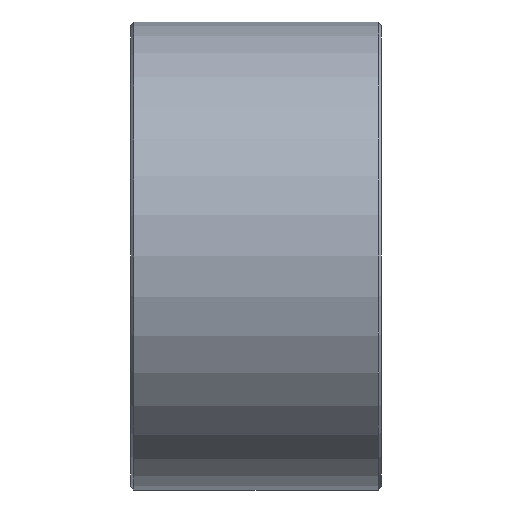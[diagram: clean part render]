
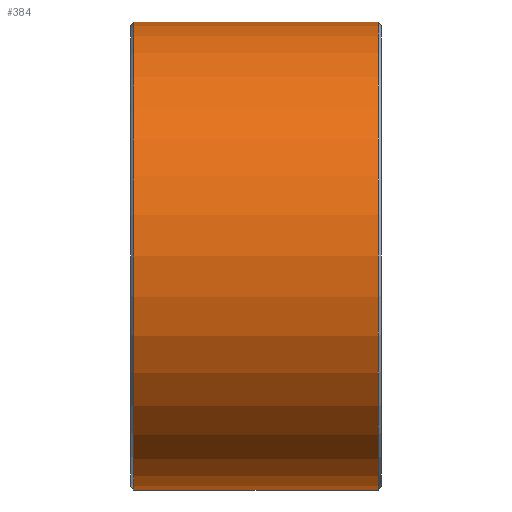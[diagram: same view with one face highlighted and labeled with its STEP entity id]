
A CAD part, left-side view. The second image highlights one B-rep face of the part: STEP entity #384.
In plain terms, the highlighted cylindrical face has radius 7.475 mm (diameter 14.95 mm), a partial arc.
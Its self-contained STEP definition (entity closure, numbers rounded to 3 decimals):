
#5 = VERTEX_POINT ( 'NONE', #341 ) ;
#7 = VECTOR ( 'NONE', #317, 1000. ) ;
#12 = CIRCLE ( 'NONE', #58, 7.475 ) ;
#30 = AXIS2_PLACEMENT_3D ( 'NONE', #286, #107, #254 ) ;
#58 = AXIS2_PLACEMENT_3D ( 'NONE', #288, #91, #432 ) ;
#66 = ORIENTED_EDGE ( 'NONE', *, *, #276, .T. ) ;
#69 = EDGE_CURVE ( 'NONE', #443, #101, #162, .T. ) ;
#91 = DIRECTION ( 'NONE',  ( 0., -1., 0. ) ) ;
#92 = VECTOR ( 'NONE', #403, 1000. ) ;
#95 = ORIENTED_EDGE ( 'NONE', *, *, #119, .T. ) ;
#101 = VERTEX_POINT ( 'NONE', #116 ) ;
#107 = DIRECTION ( 'NONE',  ( 0., 1., 0. ) ) ;
#111 = CARTESIAN_POINT ( 'NONE',  ( 0., 4., 7.475 ) ) ;
#116 = CARTESIAN_POINT ( 'NONE',  ( 0., -3.9, -7.475 ) ) ;
#119 = EDGE_CURVE ( 'NONE', #101, #5, #309, .T. ) ;
#125 = EDGE_LOOP ( 'NONE', ( #416, #66, #295, #95 ) ) ;
#162 = LINE ( 'NONE', #369, #92 ) ;
#200 = CARTESIAN_POINT ( 'NONE',  ( 0., 3.9, -7.475 ) ) ;
#239 = VERTEX_POINT ( 'NONE', #292 ) ;
#254 = DIRECTION ( 'NONE',  ( 0., 0., 1. ) ) ;
#276 = EDGE_CURVE ( 'NONE', #239, #443, #12, .T. ) ;
#278 = FACE_OUTER_BOUND ( 'NONE', #125, .T. ) ;
#286 = CARTESIAN_POINT ( 'NONE',  ( 0., -3.9, 0. ) ) ;
#288 = CARTESIAN_POINT ( 'NONE',  ( 0., 3.9, 0. ) ) ;
#292 = CARTESIAN_POINT ( 'NONE',  ( 0., 3.9, 7.475 ) ) ;
#295 = ORIENTED_EDGE ( 'NONE', *, *, #69, .T. ) ;
#309 = CIRCLE ( 'NONE', #30, 7.475 ) ;
#317 = DIRECTION ( 'NONE',  ( 0., -1., 0. ) ) ;
#341 = CARTESIAN_POINT ( 'NONE',  ( 0., -3.9, 7.475 ) ) ;
#351 = EDGE_CURVE ( 'NONE', #239, #5, #423, .T. ) ;
#355 = CARTESIAN_POINT ( 'NONE',  ( 0., 4., 0. ) ) ;
#359 = DIRECTION ( 'NONE',  ( 0., -1., 0. ) ) ;
#368 = AXIS2_PLACEMENT_3D ( 'NONE', #355, #359, #434 ) ;
#369 = CARTESIAN_POINT ( 'NONE',  ( 0., 4., -7.475 ) ) ;
#384 = ADVANCED_FACE ( 'NONE', ( #278 ), #406, .T. ) ;
#403 = DIRECTION ( 'NONE',  ( 0., -1., 0. ) ) ;
#406 = CYLINDRICAL_SURFACE ( 'NONE', #368, 7.475 ) ;
#416 = ORIENTED_EDGE ( 'NONE', *, *, #351, .F. ) ;
#423 = LINE ( 'NONE', #111, #7 ) ;
#432 = DIRECTION ( 'NONE',  ( 0., 0., 1. ) ) ;
#434 = DIRECTION ( 'NONE',  ( 0., 0., -1. ) ) ;
#443 = VERTEX_POINT ( 'NONE', #200 ) ;
